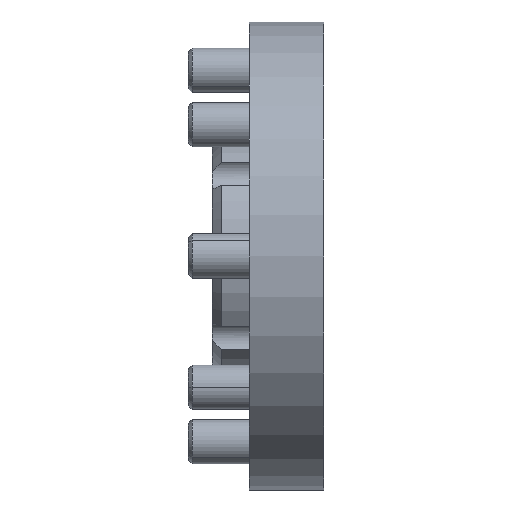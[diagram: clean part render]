
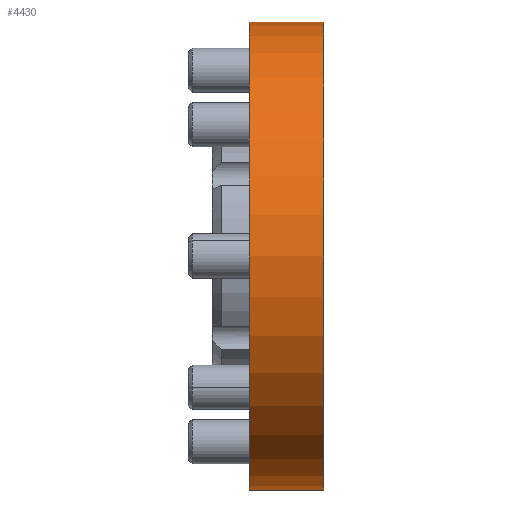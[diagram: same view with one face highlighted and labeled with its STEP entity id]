
A CAD part, front view. The second image highlights one B-rep face of the part: STEP entity #4430.
In plain terms, the highlighted cylindrical face has radius 31.5 mm (diameter 63 mm), a partial arc.
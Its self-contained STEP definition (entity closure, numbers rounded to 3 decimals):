
#69 = EDGE_CURVE ( 'NONE', #4072, #5545, #1157, .T. ) ;
#227 = ORIENTED_EDGE ( 'NONE', *, *, #5600, .F. ) ;
#321 = AXIS2_PLACEMENT_3D ( 'NONE', #3949, #4343, #734 ) ;
#335 = DIRECTION ( 'NONE',  ( 1., 0., 0. ) ) ;
#370 = EDGE_LOOP ( 'NONE', ( #227, #5037, #1818, #5688 ) ) ;
#506 = LINE ( 'NONE', #813, #5925 ) ;
#734 = DIRECTION ( 'NONE',  ( 0., 0., -1. ) ) ;
#813 = CARTESIAN_POINT ( 'NONE',  ( 0., 0., -31.5 ) ) ;
#873 = DIRECTION ( 'NONE',  ( 0., 0., -1. ) ) ;
#897 = CIRCLE ( 'NONE', #1180, 31.5 ) ;
#940 = CARTESIAN_POINT ( 'NONE',  ( -10., 0., 31.5 ) ) ;
#987 = VERTEX_POINT ( 'NONE', #940 ) ;
#1095 = CARTESIAN_POINT ( 'NONE',  ( 0., 0., 0. ) ) ;
#1131 = CYLINDRICAL_SURFACE ( 'NONE', #321, 31.5 ) ;
#1139 = VECTOR ( 'NONE', #3221, 1000. ) ;
#1157 = CIRCLE ( 'NONE', #2135, 31.5 ) ;
#1180 = AXIS2_PLACEMENT_3D ( 'NONE', #2639, #3148, #873 ) ;
#1492 = DIRECTION ( 'NONE',  ( 1., 0., 0. ) ) ;
#1557 = EDGE_CURVE ( 'NONE', #4954, #5545, #506, .T. ) ;
#1818 = ORIENTED_EDGE ( 'NONE', *, *, #1557, .T. ) ;
#2135 = AXIS2_PLACEMENT_3D ( 'NONE', #1095, #1492, #3121 ) ;
#2639 = CARTESIAN_POINT ( 'NONE',  ( -10., 0., 0. ) ) ;
#2675 = CARTESIAN_POINT ( 'NONE',  ( -10., 0., -31.5 ) ) ;
#3089 = CARTESIAN_POINT ( 'NONE',  ( 0., 0., -31.5 ) ) ;
#3121 = DIRECTION ( 'NONE',  ( 0., 0., -1. ) ) ;
#3148 = DIRECTION ( 'NONE',  ( 1., 0., 0. ) ) ;
#3221 = DIRECTION ( 'NONE',  ( 1., 0., 0. ) ) ;
#3437 = CARTESIAN_POINT ( 'NONE',  ( 0., 0., 31.5 ) ) ;
#3564 = FACE_OUTER_BOUND ( 'NONE', #370, .T. ) ;
#3750 = CARTESIAN_POINT ( 'NONE',  ( 0., 0., 31.5 ) ) ;
#3949 = CARTESIAN_POINT ( 'NONE',  ( 0., 0., 0. ) ) ;
#4072 = VERTEX_POINT ( 'NONE', #3750 ) ;
#4343 = DIRECTION ( 'NONE',  ( 1., 0., 0. ) ) ;
#4430 = ADVANCED_FACE ( 'NONE', ( #3564 ), #1131, .T. ) ;
#4628 = LINE ( 'NONE', #3437, #1139 ) ;
#4953 = EDGE_CURVE ( 'NONE', #987, #4954, #897, .T. ) ;
#4954 = VERTEX_POINT ( 'NONE', #2675 ) ;
#5037 = ORIENTED_EDGE ( 'NONE', *, *, #4953, .T. ) ;
#5545 = VERTEX_POINT ( 'NONE', #3089 ) ;
#5600 = EDGE_CURVE ( 'NONE', #987, #4072, #4628, .T. ) ;
#5688 = ORIENTED_EDGE ( 'NONE', *, *, #69, .F. ) ;
#5925 = VECTOR ( 'NONE', #335, 1000. ) ;
